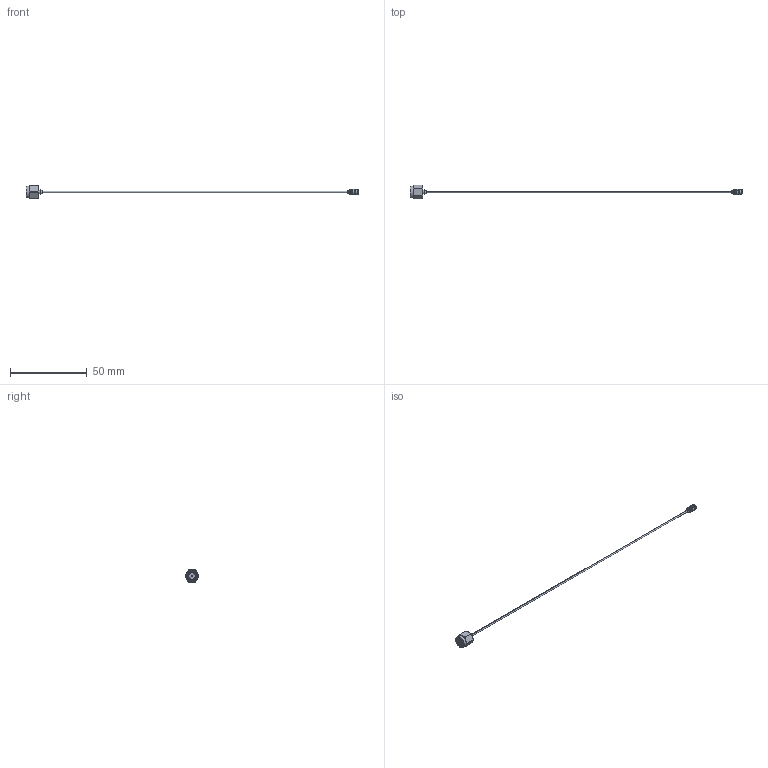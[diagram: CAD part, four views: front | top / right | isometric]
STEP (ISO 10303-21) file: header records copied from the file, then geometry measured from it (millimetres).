
FILE_DESCRIPTION (( 'STEP AP214' ), '1' );
FILE_NAME ('FMCA100384_3D.step', '2025-09-05T22:30:16', ( '' ), ( '' ), 'SwSTEP 2.0', 'SolidWorks 2022', '' );
FILE_SCHEMA (( 'AUTOMOTIVE_DESIGN' ));
Length unit declared in the file: inch
Products named in the file (4): PE-SR047-NM^FMCA100384_WITH LABEL; PE517813; PE517810; FMCA100384_3D
Assembly tree (3 placements, depth 2):
  FMCA100384_3D
    PE-SR047-NM^FMCA100384_WITH LABEL
    PE517810
    PE517813
Bounding box: 216.42 x 8.99 x 7.94 mm (x, y, z)
Volume: 610.7 mm3; surface area: 1466.4 mm2
Topology: 3 solids, 3 shells, 175 faces, 437 edges, 292 vertices
Faces by surface type: cylinder 72, plane 47, cone 39, bspline 17
Entity records: 7239 total; most frequent: CARTESIAN_POINT 3100, ORIENTED_EDGE 874, DIRECTION 769, EDGE_CURVE 437, AXIS2_PLACEMENT_3D 324, VERTEX_POINT 292, EDGE_LOOP 199, FACE_OUTER_BOUND 175
